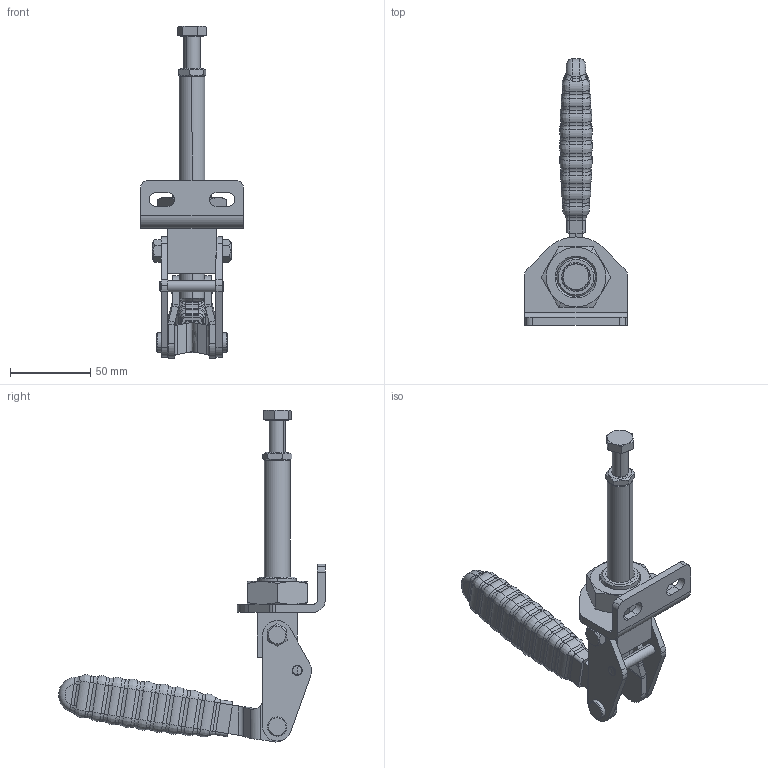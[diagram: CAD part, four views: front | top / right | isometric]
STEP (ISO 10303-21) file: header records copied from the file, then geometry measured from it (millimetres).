
FILE_DESCRIPTION((''),'2;1');
FILE_NAME('CP18.stp','2009-10-27T15:34:48',('David'),(''),'Autodesk Inventor 8','Autodesk Inventor 8','');
FILE_SCHEMA(('AUTOMOTIVE_DESIGN { 1 0 10303 214 1 1 1 1 }'));
Length unit declared in the file: millimetre
Products named in the file (9): CP18; CP18_BRACKET; CP18_BODY; CP18 HANDLE ASSEMBLY; CP18 LINK ASSEMBLY; CP18_SHAFT; ISO 4017 -  M10 x 50; ISO 4035 - M10; DIN 934 - M24 x 1.5
Assembly tree (8 placements, depth 2):
  CP18
    CP18_BRACKET
    CP18_BODY
    CP18 HANDLE ASSEMBLY
    CP18 LINK ASSEMBLY
    CP18_SHAFT
    ISO 4017 -  M10 x 50
    ISO 4035 - M10
    DIN 934 - M24 x 1.5
Bounding box: 64 x 166.02 x 206.58 mm (x, y, z)
Volume: 153482.4 mm3; surface area: 60948.2 mm2
Topology: 8 solids, 9 shells, 580 faces, 1393 edges, 843 vertices
Faces by surface type: bspline 204, cylinder 200, plane 108, cone 46, torus 18, sphere 4
Entity records: 22810 total; most frequent: CARTESIAN_POINT 9583, DIRECTION 2780, ORIENTED_EDGE 2766, EDGE_CURVE 1383, AXIS2_PLACEMENT_3D 1124, VERTEX_POINT 843, CIRCLE 731, EDGE_LOOP 626
